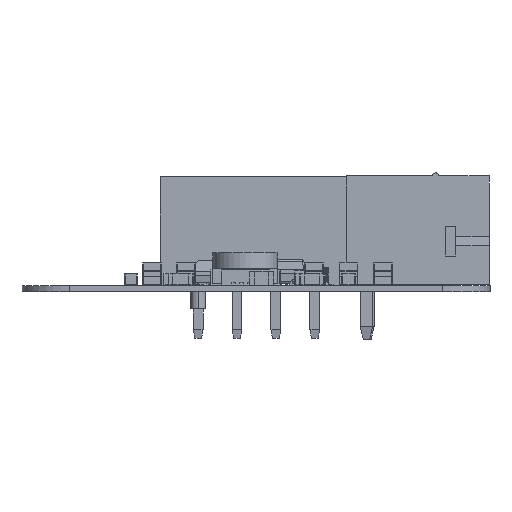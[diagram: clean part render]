
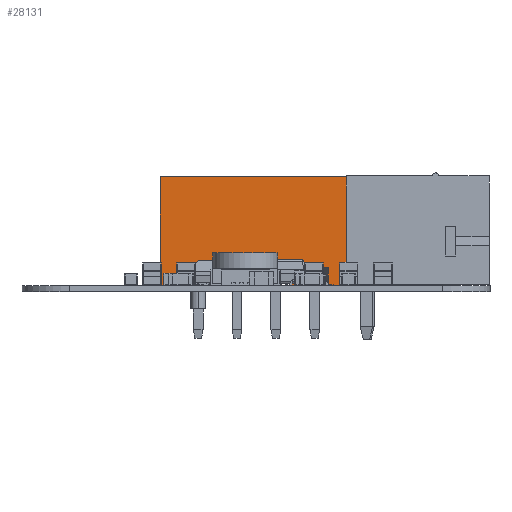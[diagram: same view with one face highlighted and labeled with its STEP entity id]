
A CAD part, left-side view. The second image highlights one B-rep face of the part: STEP entity #28131.
In plain terms, the highlighted face is planar.
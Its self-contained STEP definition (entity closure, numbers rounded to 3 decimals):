
#26910 = VERTEX_POINT('',#26911);
#26911 = CARTESIAN_POINT('',(6.2,7.,-2.875));
#26917 = EDGE_CURVE('',#26910,#26918,#26920,.T.);
#26918 = VERTEX_POINT('',#26919);
#26919 = CARTESIAN_POINT('',(-6.2,7.,-2.875));
#26920 = LINE('',#26921,#26922);
#26921 = CARTESIAN_POINT('',(-6.2,7.,-2.875));
#26922 = VECTOR('',#26923,1.);
#26923 = DIRECTION('',(-1.,0.,0.));
#27939 = VERTEX_POINT('',#27940);
#27940 = CARTESIAN_POINT('',(4.625,0.,-2.875));
#27946 = EDGE_CURVE('',#27947,#27939,#27949,.T.);
#27947 = VERTEX_POINT('',#27948);
#27948 = CARTESIAN_POINT('',(6.2,0.,-2.875));
#27949 = LINE('',#27950,#27951);
#27950 = CARTESIAN_POINT('',(-6.2,0.,-2.875));
#27951 = VECTOR('',#27952,1.);
#27952 = DIRECTION('',(-1.,0.,0.));
#27969 = EDGE_CURVE('',#27970,#27972,#27974,.T.);
#27970 = VERTEX_POINT('',#27971);
#27971 = CARTESIAN_POINT('',(2.875,0.,-2.875));
#27972 = VERTEX_POINT('',#27973);
#27973 = CARTESIAN_POINT('',(2.125,0.,-2.875));
#27974 = LINE('',#27975,#27976);
#27975 = CARTESIAN_POINT('',(-6.2,0.,-2.875));
#27976 = VECTOR('',#27977,1.);
#27977 = DIRECTION('',(-1.,0.,0.));
#28001 = VERTEX_POINT('',#28002);
#28002 = CARTESIAN_POINT('',(-2.875,0.,-2.875));
#28008 = EDGE_CURVE('',#28009,#28001,#28011,.T.);
#28009 = VERTEX_POINT('',#28010);
#28010 = CARTESIAN_POINT('',(-2.125,0.,-2.875));
#28011 = LINE('',#28012,#28013);
#28012 = CARTESIAN_POINT('',(-6.2,0.,-2.875));
#28013 = VECTOR('',#28014,1.);
#28014 = DIRECTION('',(-1.,0.,0.));
#28031 = EDGE_CURVE('',#28032,#28034,#28036,.T.);
#28032 = VERTEX_POINT('',#28033);
#28033 = CARTESIAN_POINT('',(0.375,0.,-2.875));
#28034 = VERTEX_POINT('',#28035);
#28035 = CARTESIAN_POINT('',(-0.375,0.,-2.875));
#28036 = LINE('',#28037,#28038);
#28037 = CARTESIAN_POINT('',(-6.2,0.,-2.875));
#28038 = VECTOR('',#28039,1.);
#28039 = DIRECTION('',(-1.,0.,0.));
#28077 = EDGE_CURVE('',#26918,#28078,#28080,.T.);
#28078 = VERTEX_POINT('',#28079);
#28079 = CARTESIAN_POINT('',(-6.2,0.,-2.875));
#28080 = LINE('',#28081,#28082);
#28081 = CARTESIAN_POINT('',(-6.2,7.,-2.875));
#28082 = VECTOR('',#28083,1.);
#28083 = DIRECTION('',(0.,-1.,0.));
#28121 = EDGE_CURVE('',#26910,#27947,#28122,.T.);
#28122 = LINE('',#28123,#28124);
#28123 = CARTESIAN_POINT('',(6.2,7.,-2.875));
#28124 = VECTOR('',#28125,1.);
#28125 = DIRECTION('',(0.,-1.,0.));
#28131 = ADVANCED_FACE('',(#28132),#28237,.F.);
#28132 = FACE_BOUND('',#28133,.T.);
#28133 = EDGE_LOOP('',(#28134,#28144,#28150,#28151,#28159,#28167,#28173,
    #28174,#28182,#28190,#28196,#28197,#28205,#28213,#28221,#28227,
    #28228,#28229,#28230,#28231));
#28134 = ORIENTED_EDGE('',*,*,#28135,.F.);
#28135 = EDGE_CURVE('',#28136,#28138,#28140,.T.);
#28136 = VERTEX_POINT('',#28137);
#28137 = CARTESIAN_POINT('',(2.875,1.15,-2.875));
#28138 = VERTEX_POINT('',#28139);
#28139 = CARTESIAN_POINT('',(4.625,1.15,-2.875));
#28140 = LINE('',#28141,#28142);
#28141 = CARTESIAN_POINT('',(2.875,1.15,-2.875));
#28142 = VECTOR('',#28143,1.);
#28143 = DIRECTION('',(1.,0.,0.));
#28144 = ORIENTED_EDGE('',*,*,#28145,.F.);
#28145 = EDGE_CURVE('',#27970,#28136,#28146,.T.);
#28146 = LINE('',#28147,#28148);
#28147 = CARTESIAN_POINT('',(2.875,1.15,-2.875));
#28148 = VECTOR('',#28149,1.);
#28149 = DIRECTION('',(0.,1.,0.));
#28150 = ORIENTED_EDGE('',*,*,#27969,.T.);
#28151 = ORIENTED_EDGE('',*,*,#28152,.T.);
#28152 = EDGE_CURVE('',#27972,#28153,#28155,.T.);
#28153 = VERTEX_POINT('',#28154);
#28154 = CARTESIAN_POINT('',(2.125,1.15,-2.875));
#28155 = LINE('',#28156,#28157);
#28156 = CARTESIAN_POINT('',(2.125,1.15,-2.875));
#28157 = VECTOR('',#28158,1.);
#28158 = DIRECTION('',(0.,1.,0.));
#28159 = ORIENTED_EDGE('',*,*,#28160,.F.);
#28160 = EDGE_CURVE('',#28161,#28153,#28163,.T.);
#28161 = VERTEX_POINT('',#28162);
#28162 = CARTESIAN_POINT('',(0.375,1.15,-2.875));
#28163 = LINE('',#28164,#28165);
#28164 = CARTESIAN_POINT('',(0.375,1.15,-2.875));
#28165 = VECTOR('',#28166,1.);
#28166 = DIRECTION('',(1.,0.,0.));
#28167 = ORIENTED_EDGE('',*,*,#28168,.F.);
#28168 = EDGE_CURVE('',#28032,#28161,#28169,.T.);
#28169 = LINE('',#28170,#28171);
#28170 = CARTESIAN_POINT('',(0.375,1.15,-2.875));
#28171 = VECTOR('',#28172,1.);
#28172 = DIRECTION('',(0.,1.,0.));
#28173 = ORIENTED_EDGE('',*,*,#28031,.T.);
#28174 = ORIENTED_EDGE('',*,*,#28175,.T.);
#28175 = EDGE_CURVE('',#28034,#28176,#28178,.T.);
#28176 = VERTEX_POINT('',#28177);
#28177 = CARTESIAN_POINT('',(-0.375,1.15,-2.875));
#28178 = LINE('',#28179,#28180);
#28179 = CARTESIAN_POINT('',(-0.375,1.15,-2.875));
#28180 = VECTOR('',#28181,1.);
#28181 = DIRECTION('',(0.,1.,0.));
#28182 = ORIENTED_EDGE('',*,*,#28183,.F.);
#28183 = EDGE_CURVE('',#28184,#28176,#28186,.T.);
#28184 = VERTEX_POINT('',#28185);
#28185 = CARTESIAN_POINT('',(-2.125,1.15,-2.875));
#28186 = LINE('',#28187,#28188);
#28187 = CARTESIAN_POINT('',(-2.125,1.15,-2.875));
#28188 = VECTOR('',#28189,1.);
#28189 = DIRECTION('',(1.,0.,0.));
#28190 = ORIENTED_EDGE('',*,*,#28191,.F.);
#28191 = EDGE_CURVE('',#28009,#28184,#28192,.T.);
#28192 = LINE('',#28193,#28194);
#28193 = CARTESIAN_POINT('',(-2.125,1.15,-2.875));
#28194 = VECTOR('',#28195,1.);
#28195 = DIRECTION('',(0.,1.,0.));
#28196 = ORIENTED_EDGE('',*,*,#28008,.T.);
#28197 = ORIENTED_EDGE('',*,*,#28198,.T.);
#28198 = EDGE_CURVE('',#28001,#28199,#28201,.T.);
#28199 = VERTEX_POINT('',#28200);
#28200 = CARTESIAN_POINT('',(-2.875,1.15,-2.875));
#28201 = LINE('',#28202,#28203);
#28202 = CARTESIAN_POINT('',(-2.875,1.15,-2.875));
#28203 = VECTOR('',#28204,1.);
#28204 = DIRECTION('',(0.,1.,0.));
#28205 = ORIENTED_EDGE('',*,*,#28206,.F.);
#28206 = EDGE_CURVE('',#28207,#28199,#28209,.T.);
#28207 = VERTEX_POINT('',#28208);
#28208 = CARTESIAN_POINT('',(-4.625,1.15,-2.875));
#28209 = LINE('',#28210,#28211);
#28210 = CARTESIAN_POINT('',(-4.625,1.15,-2.875));
#28211 = VECTOR('',#28212,1.);
#28212 = DIRECTION('',(1.,0.,0.));
#28213 = ORIENTED_EDGE('',*,*,#28214,.F.);
#28214 = EDGE_CURVE('',#28215,#28207,#28217,.T.);
#28215 = VERTEX_POINT('',#28216);
#28216 = CARTESIAN_POINT('',(-4.625,0.,-2.875));
#28217 = LINE('',#28218,#28219);
#28218 = CARTESIAN_POINT('',(-4.625,1.15,-2.875));
#28219 = VECTOR('',#28220,1.);
#28220 = DIRECTION('',(0.,1.,0.));
#28221 = ORIENTED_EDGE('',*,*,#28222,.T.);
#28222 = EDGE_CURVE('',#28215,#28078,#28223,.T.);
#28223 = LINE('',#28224,#28225);
#28224 = CARTESIAN_POINT('',(-6.2,0.,-2.875));
#28225 = VECTOR('',#28226,1.);
#28226 = DIRECTION('',(-1.,0.,0.));
#28227 = ORIENTED_EDGE('',*,*,#28077,.F.);
#28228 = ORIENTED_EDGE('',*,*,#26917,.F.);
#28229 = ORIENTED_EDGE('',*,*,#28121,.T.);
#28230 = ORIENTED_EDGE('',*,*,#27946,.T.);
#28231 = ORIENTED_EDGE('',*,*,#28232,.T.);
#28232 = EDGE_CURVE('',#27939,#28138,#28233,.T.);
#28233 = LINE('',#28234,#28235);
#28234 = CARTESIAN_POINT('',(4.625,1.15,-2.875));
#28235 = VECTOR('',#28236,1.);
#28236 = DIRECTION('',(0.,1.,0.));
#28237 = PLANE('',#28238);
#28238 = AXIS2_PLACEMENT_3D('',#28239,#28240,#28241);
#28239 = CARTESIAN_POINT('',(-6.2,7.,-2.875));
#28240 = DIRECTION('',(0.,0.,1.));
#28241 = DIRECTION('',(1.,0.,0.));
